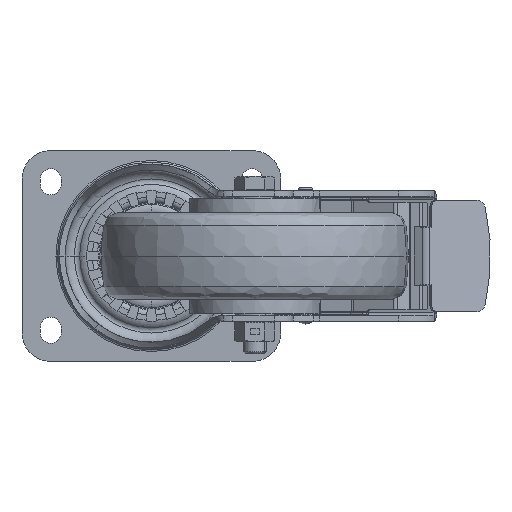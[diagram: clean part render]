
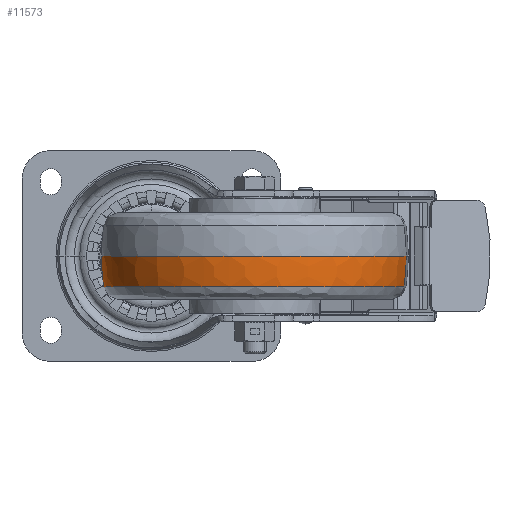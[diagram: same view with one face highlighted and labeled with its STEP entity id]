
A CAD part, front view. The second image highlights one B-rep face of the part: STEP entity #11573.
In plain terms, the highlighted toroidal (fillet/blend) face has major radius 25 mm and minor radius 105 mm.
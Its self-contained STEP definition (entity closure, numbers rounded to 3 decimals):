
#1246 = CARTESIAN_POINT ( 'NONE',  ( -24.868, -96.587, 0. ) ) ;
#2131 = DIRECTION ( 'NONE',  ( 0., 0., 1. ) ) ;
#3181 = VERTEX_POINT ( 'NONE', #11888 ) ;
#3611 = ORIENTED_EDGE ( 'NONE', *, *, #31170, .T. ) ;
#3963 = DIRECTION ( 'NONE',  ( 0.986, -0.168, 0. ) ) ;
#7373 = DIRECTION ( 'NONE',  ( -0.168, -0.986, 0. ) ) ;
#10460 = CIRCLE ( 'NONE', #27672, 78.788 ) ;
#11065 = CIRCLE ( 'NONE', #32323, 105. ) ;
#11573 = ADVANCED_FACE ( 'NONE', ( #26846 ), #33506, .T. ) ;
#11888 = CARTESIAN_POINT ( 'NONE',  ( 132.868, -123.413, 0. ) ) ;
#15561 = AXIS2_PLACEMENT_3D ( 'NONE', #40870, #42285, #24983 ) ;
#16521 = AXIS2_PLACEMENT_3D ( 'NONE', #22164, #23018, #41893 ) ;
#16714 = CARTESIAN_POINT ( 'NONE',  ( -23.673, -96.791, -16.094 ) ) ;
#17422 = ORIENTED_EDGE ( 'NONE', *, *, #23425, .T. ) ;
#17438 = ORIENTED_EDGE ( 'NONE', *, *, #25333, .F. ) ;
#18396 = CARTESIAN_POINT ( 'NONE',  ( 54., -110., -16.094 ) ) ;
#18640 = DIRECTION ( 'NONE',  ( -0.986, 0.168, 0. ) ) ;
#19081 = CARTESIAN_POINT ( 'NONE',  ( 54., -110., -0.186 ) ) ;
#22164 = CARTESIAN_POINT ( 'NONE',  ( 54., -110., 0. ) ) ;
#23018 = DIRECTION ( 'NONE',  ( 0., 0., 1. ) ) ;
#23425 = EDGE_CURVE ( 'NONE', #23488, #37679, #10460, .T. ) ;
#23488 = VERTEX_POINT ( 'NONE', #16714 ) ;
#23849 = CARTESIAN_POINT ( 'NONE',  ( 29.354, -105.809, -0.186 ) ) ;
#23989 = ORIENTED_EDGE ( 'NONE', *, *, #37049, .F. ) ;
#24983 = DIRECTION ( 'NONE',  ( -0.986, 0.168, 0. ) ) ;
#25333 = EDGE_CURVE ( 'NONE', #36940, #3181, #30169, .T. ) ;
#26846 = FACE_OUTER_BOUND ( 'NONE', #37014, .T. ) ;
#27672 = AXIS2_PLACEMENT_3D ( 'NONE', #18396, #2131, #28231 ) ;
#28231 = DIRECTION ( 'NONE',  ( -0.986, 0.168, 0. ) ) ;
#30169 = CIRCLE ( 'NONE', #16521, 80. ) ;
#31140 = CARTESIAN_POINT ( 'NONE',  ( 131.673, -123.209, -16.094 ) ) ;
#31170 = EDGE_CURVE ( 'NONE', #37679, #3181, #11065, .T. ) ;
#31712 = DIRECTION ( 'NONE',  ( 0., 0., 1. ) ) ;
#32323 = AXIS2_PLACEMENT_3D ( 'NONE', #23849, #7373, #3963 ) ;
#33506 = TOROIDAL_SURFACE ( 'NONE', #34849, -25., 105. ) ;
#34849 = AXIS2_PLACEMENT_3D ( 'NONE', #19081, #31712, #18640 ) ;
#36940 = VERTEX_POINT ( 'NONE', #1246 ) ;
#37014 = EDGE_LOOP ( 'NONE', ( #17422, #3611, #17438, #23989 ) ) ;
#37049 = EDGE_CURVE ( 'NONE', #23488, #36940, #40215, .T. ) ;
#37679 = VERTEX_POINT ( 'NONE', #31140 ) ;
#40215 = CIRCLE ( 'NONE', #15561, 105. ) ;
#40870 = CARTESIAN_POINT ( 'NONE',  ( 78.646, -114.191, -0.186 ) ) ;
#41893 = DIRECTION ( 'NONE',  ( -0.986, 0.168, 0. ) ) ;
#42285 = DIRECTION ( 'NONE',  ( 0.168, 0.986, 0. ) ) ;
